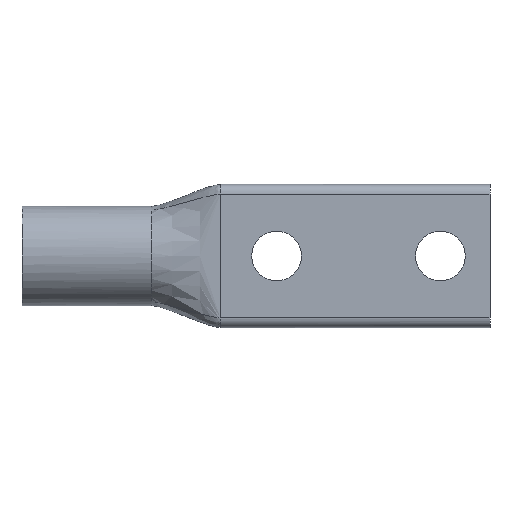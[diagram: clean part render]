
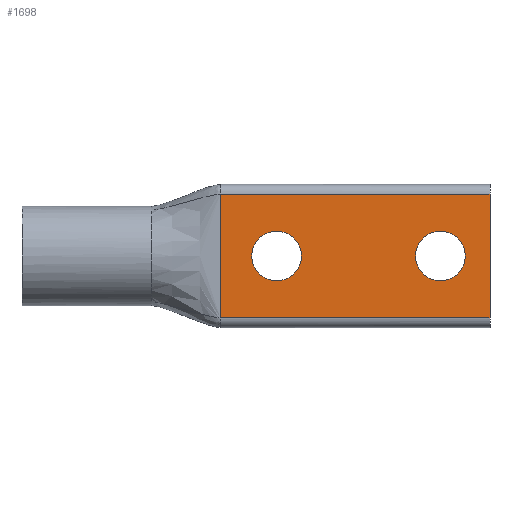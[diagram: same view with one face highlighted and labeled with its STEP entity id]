
A CAD part, front view. The second image highlights one B-rep face of the part: STEP entity #1698.
In plain terms, the highlighted planar face has unit normal (0, -1, 0).
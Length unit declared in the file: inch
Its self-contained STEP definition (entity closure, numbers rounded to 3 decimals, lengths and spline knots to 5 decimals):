
#12 = CARTESIAN_POINT ( 'NONE',  ( 4.47, 0., 0.2655 ) ) ;
#29 = CARTESIAN_POINT ( 'NONE',  ( 2.72, 0., 0. ) ) ;
#31 = ORIENTED_EDGE ( 'NONE', *, *, #1563, .F. ) ;
#105 = DIRECTION ( 'NONE',  ( 0., 0., -1. ) ) ;
#114 = EDGE_CURVE ( 'NONE', #2046, #1589, #844, .T. ) ;
#129 = ORIENTED_EDGE ( 'NONE', *, *, #509, .T. ) ;
#137 = CARTESIAN_POINT ( 'NONE',  ( 2.72, 0., 0. ) ) ;
#190 = AXIS2_PLACEMENT_3D ( 'NONE', #29, #575, #1020 ) ;
#192 = CARTESIAN_POINT ( 'NONE',  ( 2.12, 0., 0.66 ) ) ;
#231 = EDGE_CURVE ( 'NONE', #343, #1527, #1866, .T. ) ;
#260 = LINE ( 'NONE', #2078, #1681 ) ;
#319 = EDGE_LOOP ( 'NONE', ( #1718, #1786 ) ) ;
#321 = CARTESIAN_POINT ( 'NONE',  ( 5., 0., 0.66 ) ) ;
#343 = VERTEX_POINT ( 'NONE', #1259 ) ;
#426 = CIRCLE ( 'NONE', #1644, 0.2655 ) ;
#460 = DIRECTION ( 'NONE',  ( 0., 1., 0. ) ) ;
#482 = CIRCLE ( 'NONE', #618, 0.2655 ) ;
#509 = EDGE_CURVE ( 'NONE', #1805, #1527, #921, .T. ) ;
#544 = DIRECTION ( 'NONE',  ( 0., 0., 1. ) ) ;
#575 = DIRECTION ( 'NONE',  ( 0., 1., 0. ) ) ;
#582 = EDGE_LOOP ( 'NONE', ( #664, #1355 ) ) ;
#587 = DIRECTION ( 'NONE',  ( 0., 0., -1. ) ) ;
#618 = AXIS2_PLACEMENT_3D ( 'NONE', #1371, #2034, #544 ) ;
#620 = FACE_BOUND ( 'NONE', #582, .T. ) ;
#664 = ORIENTED_EDGE ( 'NONE', *, *, #1661, .T. ) ;
#710 = AXIS2_PLACEMENT_3D ( 'NONE', #1946, #1281, #819 ) ;
#723 = EDGE_CURVE ( 'NONE', #1798, #800, #482, .T. ) ;
#800 = VERTEX_POINT ( 'NONE', #12 ) ;
#819 = DIRECTION ( 'NONE',  ( 0., 0., -1. ) ) ;
#844 = CIRCLE ( 'NONE', #1116, 0.2655 ) ;
#860 = CARTESIAN_POINT ( 'NONE',  ( 2.72, 0., -0.2655 ) ) ;
#862 = ORIENTED_EDGE ( 'NONE', *, *, #231, .F. ) ;
#921 = LINE ( 'NONE', #1418, #1048 ) ;
#955 = FACE_BOUND ( 'NONE', #319, .T. ) ;
#1010 = LINE ( 'NONE', #1331, #1475 ) ;
#1012 = ORIENTED_EDGE ( 'NONE', *, *, #1422, .T. ) ;
#1020 = DIRECTION ( 'NONE',  ( 0., 0., 1. ) ) ;
#1041 = CARTESIAN_POINT ( 'NONE',  ( 2.72, 0., 0.2655 ) ) ;
#1048 = VECTOR ( 'NONE', #105, 39.37008 ) ;
#1116 = AXIS2_PLACEMENT_3D ( 'NONE', #137, #460, #1122 ) ;
#1122 = DIRECTION ( 'NONE',  ( 0., 0., 1. ) ) ;
#1226 = CIRCLE ( 'NONE', #190, 0.2655 ) ;
#1259 = CARTESIAN_POINT ( 'NONE',  ( 5., 0., -0.66 ) ) ;
#1281 = DIRECTION ( 'NONE',  ( 0., -1., 0. ) ) ;
#1331 = CARTESIAN_POINT ( 'NONE',  ( 6.54434, 0., 0.66 ) ) ;
#1333 = EDGE_LOOP ( 'NONE', ( #1012, #129, #862, #31 ) ) ;
#1355 = ORIENTED_EDGE ( 'NONE', *, *, #723, .T. ) ;
#1368 = CARTESIAN_POINT ( 'NONE',  ( 6.54434, 0., -0.66 ) ) ;
#1371 = CARTESIAN_POINT ( 'NONE',  ( 4.47, 0., 0. ) ) ;
#1418 = CARTESIAN_POINT ( 'NONE',  ( 2.12, 0., 0. ) ) ;
#1422 = EDGE_CURVE ( 'NONE', #1473, #1805, #1010, .T. ) ;
#1432 = PLANE ( 'NONE',  #710 ) ;
#1468 = CARTESIAN_POINT ( 'NONE',  ( 4.47, 0., 0. ) ) ;
#1473 = VERTEX_POINT ( 'NONE', #321 ) ;
#1475 = VECTOR ( 'NONE', #1637, 39.37008 ) ;
#1527 = VERTEX_POINT ( 'NONE', #1916 ) ;
#1550 = EDGE_CURVE ( 'NONE', #1589, #2046, #1226, .T. ) ;
#1563 = EDGE_CURVE ( 'NONE', #1473, #343, #260, .T. ) ;
#1589 = VERTEX_POINT ( 'NONE', #860 ) ;
#1607 = DIRECTION ( 'NONE',  ( 0., 0., 1. ) ) ;
#1637 = DIRECTION ( 'NONE',  ( -1., 0., 0. ) ) ;
#1638 = FACE_OUTER_BOUND ( 'NONE', #1333, .T. ) ;
#1644 = AXIS2_PLACEMENT_3D ( 'NONE', #1468, #2091, #1607 ) ;
#1661 = EDGE_CURVE ( 'NONE', #800, #1798, #426, .T. ) ;
#1676 = CARTESIAN_POINT ( 'NONE',  ( 4.47, 0., -0.2655 ) ) ;
#1681 = VECTOR ( 'NONE', #587, 39.37008 ) ;
#1698 = ADVANCED_FACE ( 'NONE', ( #1638, #955, #620 ), #1432, .T. ) ;
#1718 = ORIENTED_EDGE ( 'NONE', *, *, #114, .T. ) ;
#1786 = ORIENTED_EDGE ( 'NONE', *, *, #1550, .T. ) ;
#1798 = VERTEX_POINT ( 'NONE', #1676 ) ;
#1805 = VERTEX_POINT ( 'NONE', #192 ) ;
#1866 = LINE ( 'NONE', #1368, #2022 ) ;
#1916 = CARTESIAN_POINT ( 'NONE',  ( 2.12, 0., -0.66 ) ) ;
#1946 = CARTESIAN_POINT ( 'NONE',  ( 6.54434, 0., 0. ) ) ;
#2022 = VECTOR ( 'NONE', #2032, 39.37008 ) ;
#2032 = DIRECTION ( 'NONE',  ( -1., 0., 0. ) ) ;
#2034 = DIRECTION ( 'NONE',  ( 0., 1., 0. ) ) ;
#2046 = VERTEX_POINT ( 'NONE', #1041 ) ;
#2078 = CARTESIAN_POINT ( 'NONE',  ( 5., 0., 0. ) ) ;
#2091 = DIRECTION ( 'NONE',  ( 0., 1., 0. ) ) ;
